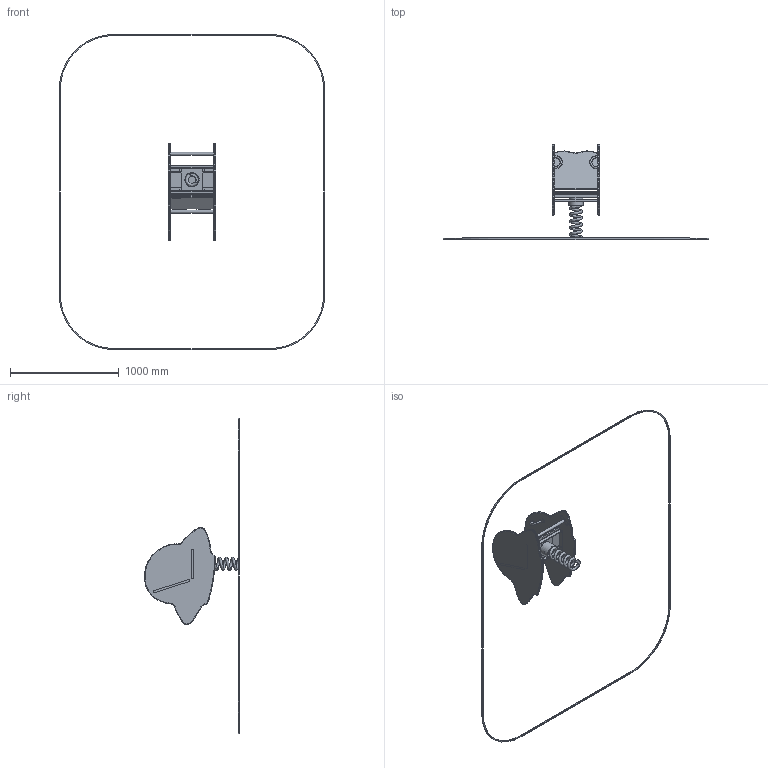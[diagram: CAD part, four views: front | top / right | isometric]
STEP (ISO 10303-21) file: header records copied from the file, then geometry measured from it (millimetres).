
FILE_DESCRIPTION(('STEP AP214'), '1');
FILE_NAME('Êà÷àëêà íà ïðóæèíå ÊÁ-20Õ ñ ÔÊ', '', ('UNSPECIFIED'), ('UNSPECIFIED'), 'C3D Converter', 'C3D Toolkit', '');
FILE_SCHEMA(('AUTOMOTIVE_DESIGN { 1 0 10303 214 3 1 1}'));
Length unit declared in the file: millimetre
Products named in the file (32): КБ-20Х-00.00.00; ФК-01.00; ФК-03.01; ФК-01.01; ФК-02.01; КБ-02Х-03.00.00; КБ-201.1.02.03; КБ-202.01.01; КБ-201.1.02.06; КБ-201.1.02.05; КБ-201.1.02.02; КБ-201.1.02.04; КБ-202.01.03; КБ-202.01.02; КБ-02.1-00.00.01; КБ-20Х-00.00.01-01; КБ-20Х-00.00.01; КБ-02.1-01.00.00; СИС-11.01; КБ-02.1-01.00.01; КБ-02.1-02.00.00; СИС-65.01; ПС-01К.01.01; КБ-02Х-00.00.03
Assembly tree (48 placements, depth 4):
  КБ-20Х-00.00.00
    ФК-01.00
      ФК-03.01
      ФК-03.01  x3
      ФК-01.01
      ФК-01.01  x7
      ФК-02.01  x4
      (unnamed)
    КБ-20Х-00.00.00
      КБ-02Х-03.00.00
        КБ-201.1.02.03
        КБ-202.01.01
        КБ-201.1.02.06
        КБ-201.1.02.05
        КБ-201.1.02.05
        КБ-201.1.02.02
        КБ-201.1.02.02
        КБ-201.1.02.04
        КБ-201.1.02.04
        КБ-202.01.03  x2
        КБ-202.01.02  x2
      КБ-02.1-00.00.01
      КБ-20Х-00.00.01-01
      КБ-20Х-00.00.01
      КБ-02.1-01.00.00  x2
        СИС-11.01
        КБ-02.1-01.00.01
      КБ-02.1-02.00.00  x2
        СИС-65.01
        ПС-01К.01.01
      КБ-02Х-00.00.03
      (unnamed)
Bounding box: 2436 x 871.52 x 2892.79 mm (x, y, z)
Volume: 21061568.4 mm3; surface area: 3232665.9 mm2
Topology: 27 solids, 27 shells, 420 faces, 919 edges, 554 vertices
Faces by surface type: plane 197, cylinder 91, cone 56, torus 36, bspline 27, extrusion 13
Full cylindrical faces by diameter (mm): 8.5 x8, 12 x1, 21.4 x2, 27 x2
Entity records: 34151 total; most frequent: CARTESIAN_POINT 24289, DIRECTION 1316, ORIENTED_EDGE 1162, EDGE_CURVE 581, AXIS2_PLACEMENT_3D 504, VERTEX_POINT 358, VECTOR 308, LINE 295
